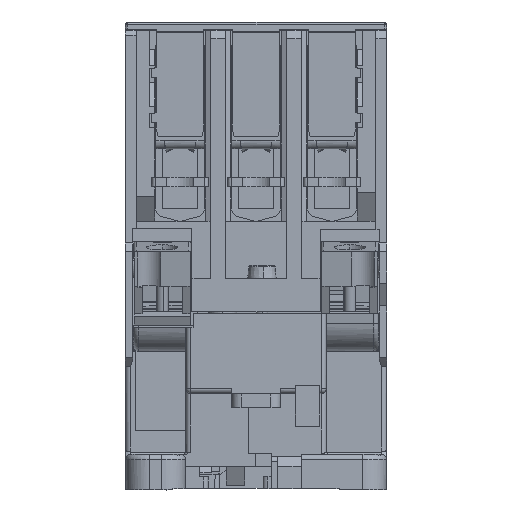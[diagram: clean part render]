
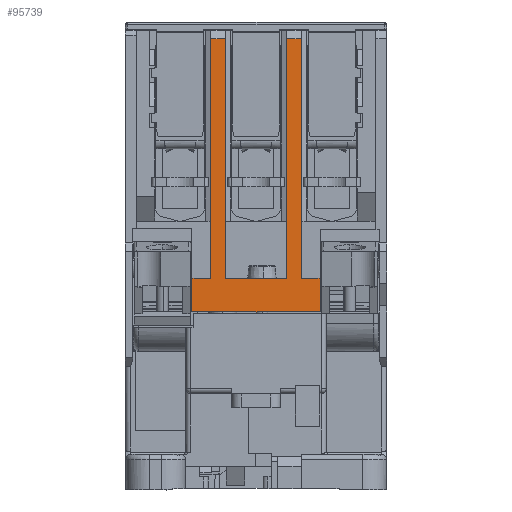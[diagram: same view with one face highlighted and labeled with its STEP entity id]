
A CAD part, left-side view. The second image highlights one B-rep face of the part: STEP entity #95739.
In plain terms, the highlighted planar face has unit normal (-1, 0, 0).
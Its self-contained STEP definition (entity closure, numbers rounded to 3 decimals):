
#43467=DIRECTION('',(0.,-1.,0.));
#43468=VECTOR('',#43467,27.);
#43469=CARTESIAN_POINT('',(-25.448,33.003,
22.301));
#43470=LINE('',#43469,#43468);
#43665=DIRECTION('',(0.,0.,-1.));
#43666=VECTOR('',#43665,7.);
#43667=CARTESIAN_POINT('',(-25.448,33.003,
29.301));
#43668=LINE('',#43667,#43666);
#44376=DIRECTION('',(0.,0.,-1.));
#44377=VECTOR('',#44376,50.45);
#44378=CARTESIAN_POINT('',(-25.448,10.003,
79.751));
#44379=LINE('',#44378,#44377);
#44380=DIRECTION('',(0.,-1.,0.));
#44381=VECTOR('',#44380,4.);
#44382=CARTESIAN_POINT('',(-25.448,10.003,
29.301));
#44383=LINE('',#44382,#44381);
#44384=DIRECTION('',(0.,0.,-1.));
#44385=VECTOR('',#44384,7.);
#44386=CARTESIAN_POINT('',(-25.448,6.003,
29.301));
#44387=LINE('',#44386,#44385);
#44388=DIRECTION('',(0.,-1.,0.));
#44389=VECTOR('',#44388,4.);
#44390=CARTESIAN_POINT('',(-25.448,33.003,
29.301));
#44391=LINE('',#44390,#44389);
#44392=DIRECTION('',(0.,0.,1.));
#44393=VECTOR('',#44392,50.45);
#44394=CARTESIAN_POINT('',(-25.448,29.003,
29.301));
#44395=LINE('',#44394,#44393);
#44396=DIRECTION('',(0.,-1.,0.));
#44397=VECTOR('',#44396,3.);
#44398=CARTESIAN_POINT('',(-25.448,29.003,
79.751));
#44399=LINE('',#44398,#44397);
#44400=DIRECTION('',(0.,0.,-1.));
#44401=VECTOR('',#44400,50.45);
#44402=CARTESIAN_POINT('',(-25.448,26.003,
79.751));
#44403=LINE('',#44402,#44401);
#44404=DIRECTION('',(0.,-1.,0.));
#44405=VECTOR('',#44404,13.);
#44406=CARTESIAN_POINT('',(-25.448,26.003,
29.301));
#44407=LINE('',#44406,#44405);
#44408=DIRECTION('',(0.,0.,1.));
#44409=VECTOR('',#44408,50.45);
#44410=CARTESIAN_POINT('',(-25.448,13.003,
29.301));
#44411=LINE('',#44410,#44409);
#44412=DIRECTION('',(0.,-1.,0.));
#44413=VECTOR('',#44412,3.);
#44414=CARTESIAN_POINT('',(-25.448,13.003,
79.751));
#44415=LINE('',#44414,#44413);
#79719=CARTESIAN_POINT('',(-25.448,6.003,
22.301));
#79720=VERTEX_POINT('',#79719);
#79721=CARTESIAN_POINT('',(-25.448,6.003,
29.301));
#79722=VERTEX_POINT('',#79721);
#79759=CARTESIAN_POINT('',(-25.448,33.003,
22.301));
#79760=VERTEX_POINT('',#79759);
#79809=CARTESIAN_POINT('',(-25.448,33.003,
29.301));
#79810=VERTEX_POINT('',#79809);
#79823=CARTESIAN_POINT('',(-25.448,29.003,
29.301));
#79824=VERTEX_POINT('',#79823);
#80215=CARTESIAN_POINT('',(-25.448,10.003,
29.301));
#80216=VERTEX_POINT('',#80215);
#80217=CARTESIAN_POINT('',(-25.448,10.003,
79.751));
#80218=VERTEX_POINT('',#80217);
#80219=CARTESIAN_POINT('',(-25.448,29.003,
79.751));
#80220=VERTEX_POINT('',#80219);
#80221=CARTESIAN_POINT('',(-25.448,26.003,
79.751));
#80222=VERTEX_POINT('',#80221);
#80223=CARTESIAN_POINT('',(-25.448,26.003,
29.301));
#80224=VERTEX_POINT('',#80223);
#80225=CARTESIAN_POINT('',(-25.448,13.003,
29.301));
#80226=VERTEX_POINT('',#80225);
#80227=CARTESIAN_POINT('',(-25.448,13.003,
79.751));
#80228=VERTEX_POINT('',#80227);
#95714=CARTESIAN_POINT('',(-25.448,19.503,
51.026));
#95715=DIRECTION('',(1.,0.,0.));
#95716=DIRECTION('',(0.,0.,1.));
#95717=AXIS2_PLACEMENT_3D('',#95714,#95715,#95716);
#95718=PLANE('',#95717);
#95719=ORIENTED_EDGE('',*,*,#95690,.T.);
#95720=ORIENTED_EDGE('',*,*,#95703,.T.);
#95721=ORIENTED_EDGE('',*,*,#94606,.T.);
#95722=ORIENTED_EDGE('',*,*,#94657,.F.);
#95723=ORIENTED_EDGE('',*,*,#94893,.F.);
#95724=ORIENTED_EDGE('',*,*,#95045,.T.);
#95726=ORIENTED_EDGE('',*,*,#95725,.T.);
#95728=ORIENTED_EDGE('',*,*,#95727,.T.);
#95730=ORIENTED_EDGE('',*,*,#95729,.T.);
#95732=ORIENTED_EDGE('',*,*,#95731,.T.);
#95734=ORIENTED_EDGE('',*,*,#95733,.T.);
#95736=ORIENTED_EDGE('',*,*,#95735,.T.);
#95737=EDGE_LOOP('',(#95719,#95720,#95721,#95722,#95723,#95724,#95726,#95728,
#95730,#95732,#95734,#95736));
#95738=FACE_OUTER_BOUND('',#95737,.F.);
#94606=EDGE_CURVE('',#79722,#79720,#44387,.T.);
#94657=EDGE_CURVE('',#79760,#79720,#43470,.T.);
#94893=EDGE_CURVE('',#79810,#79760,#43668,.T.);
#95045=EDGE_CURVE('',#79810,#79824,#44391,.T.);
#95690=EDGE_CURVE('',#80218,#80216,#44379,.T.);
#95703=EDGE_CURVE('',#80216,#79722,#44383,.T.);
#95725=EDGE_CURVE('',#79824,#80220,#44395,.T.);
#95727=EDGE_CURVE('',#80220,#80222,#44399,.T.);
#95729=EDGE_CURVE('',#80222,#80224,#44403,.T.);
#95731=EDGE_CURVE('',#80224,#80226,#44407,.T.);
#95733=EDGE_CURVE('',#80226,#80228,#44411,.T.);
#95735=EDGE_CURVE('',#80228,#80218,#44415,.T.);
#95739=ADVANCED_FACE('',(#95738),#95718,.F.);
